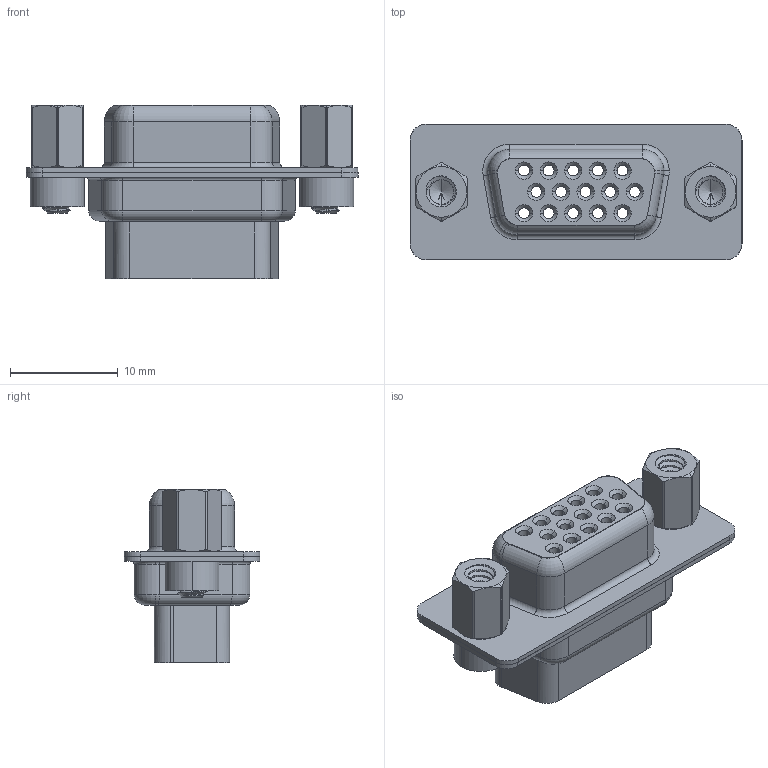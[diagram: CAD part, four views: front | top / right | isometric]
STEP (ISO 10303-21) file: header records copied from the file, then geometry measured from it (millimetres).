
FILE_DESCRIPTION (( 'STEP AP203' ), '1' );
FILE_NAME ('638-015-010-243.STEP', '2020-07-18T16:33:13', ( '' ), ( '' ), 'SwSTEP 2.0', 'SolidWorks 2020', '' );
FILE_SCHEMA (( 'CONFIG_CONTROL_DESIGN' ));
Length unit declared in the file: millimetre
Products named in the file (6): 638 4-40 Threaded Rivet; 638 Shell Front_15 Contacts; 638 Shell Rear_15 Contacts; 638 Housing_15 Contacts HP; 638-015-010-243; 638 4-40 Hex Standoff
Assembly tree (7 placements, depth 2):
  638-015-010-243
    638 Housing_15 Contacts HP
    638 Shell Front_15 Contacts
    638 Shell Rear_15 Contacts
    638 4-40 Threaded Rivet  x2
    638 4-40 Hex Standoff  x2
Bounding box: 30.81 x 12.6 x 16.1 mm (x, y, z)
Volume: 1923.6 mm3; surface area: 5033.1 mm2
Topology: 7 solids, 7 shells, 600 faces, 1453 edges, 923 vertices
Faces by surface type: cylinder 329, plane 134, cone 62, torus 57, bspline 18
Entity records: 19523 total; most frequent: CARTESIAN_POINT 7013, DIRECTION 2617, ORIENTED_EDGE 2392, EDGE_CURVE 1196, AXIS2_PLACEMENT_3D 1084, VERTEX_POINT 758, EDGE_LOOP 604, CIRCLE 579
